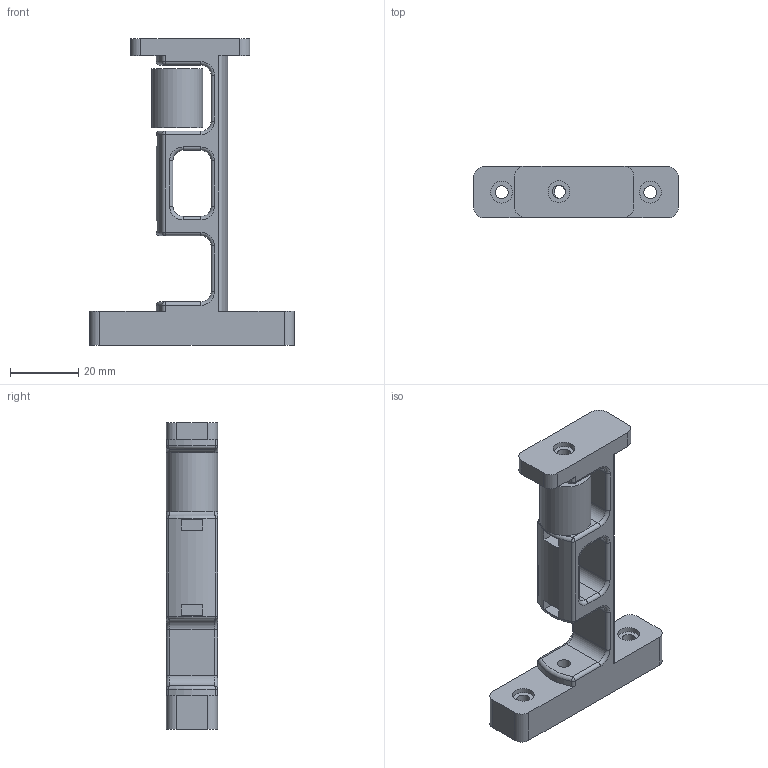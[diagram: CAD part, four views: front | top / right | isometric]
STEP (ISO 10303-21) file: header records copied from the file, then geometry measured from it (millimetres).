
FILE_DESCRIPTION(/* description */ (''),/* implementation_level */ '2;1');
FILE_NAME(/* name */ 'rolling_spool v2.step',/* time_stamp */ '2022-05-12T15:37:15-07:00',/* author */ (''),/* organization */ (''),/* preprocessor_version */ 'ST-DEVELOPER v18.1',/* originating_system */ 'Autodesk Translation Framework v10.14.0.1471',/* authorisation */ '');
FILE_SCHEMA (('AUTOMOTIVE_DESIGN { 1 0 10303 214 3 1 1 }'));
Length unit declared in the file: millimetre
Products named in the file (1): rolling_spool
Bounding box: 60 x 15 x 90 mm (x, y, z)
Volume: 23306.2 mm3; surface area: 11213.9 mm2
Topology: 2 solids, 2 shells, 128 faces, 304 edges, 184 vertices
Faces by surface type: cylinder 61, plane 39, torus 20, sphere 8
Full cylindrical faces by diameter (mm): 3.8 x7, 4 x1, 6.4 x4, 15 x1
Entity records: 3810 total; most frequent: DIRECTION 712, CARTESIAN_POINT 669, ORIENTED_EDGE 608, EDGE_CURVE 304, AXIS2_PLACEMENT_3D 283, VERTEX_POINT 184, CIRCLE 154, EDGE_LOOP 152
